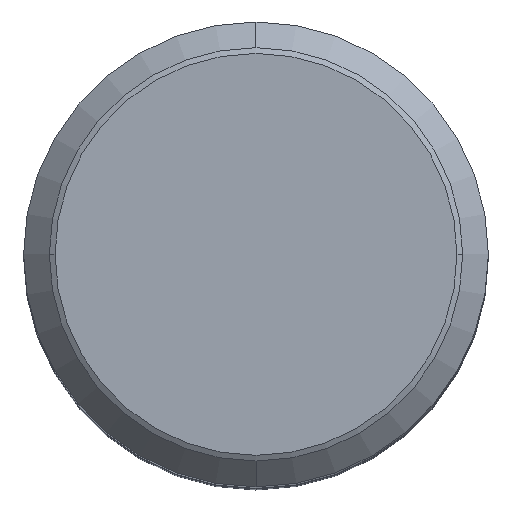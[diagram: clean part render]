
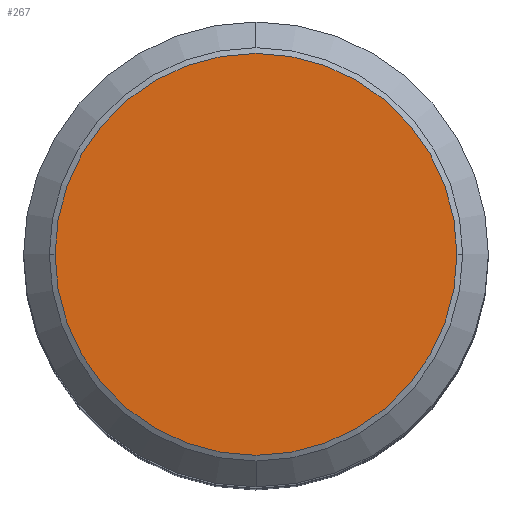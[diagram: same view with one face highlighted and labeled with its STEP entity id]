
A CAD part, top view. The second image highlights one B-rep face of the part: STEP entity #267.
In plain terms, the highlighted planar face has unit normal (0, 0, 1).
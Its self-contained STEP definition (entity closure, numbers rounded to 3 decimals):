
#167=EDGE_CURVE('',#189,#219,#365,.T.);
#183=EDGE_CURVE('',#219,#189,#384,.T.);
#189=VERTEX_POINT('',#390);
#219=VERTEX_POINT('',#423);
#267=ADVANCED_FACE('',(#474),#475,.T.);
#365=CIRCLE('',#581,8.647);
#384=CIRCLE('',#605,8.647);
#390=CARTESIAN_POINT('',(8.647,0.,54.25));
#423=CARTESIAN_POINT('',(-8.647,0.,54.25));
#474=FACE_OUTER_BOUND('',#729,.T.);
#475=PLANE('',#730);
#581=AXIS2_PLACEMENT_3D('',#852,#853,#854);
#605=AXIS2_PLACEMENT_3D('',#888,#889,#890);
#729=EDGE_LOOP('',(#979,#980));
#730=AXIS2_PLACEMENT_3D('',#981,#982,#983);
#852=CARTESIAN_POINT('',(0.,0.0,54.25));
#853=DIRECTION('',(0.0,0.0,1.0));
#854=DIRECTION('',(-1.0,0.,0.0));
#888=CARTESIAN_POINT('',(0.,0.0,54.25));
#889=DIRECTION('',(0.0,0.0,1.0));
#890=DIRECTION('',(-1.0,0.,0.0));
#979=ORIENTED_EDGE('',*,*,#183,.T.);
#980=ORIENTED_EDGE('',*,*,#167,.T.);
#981=CARTESIAN_POINT('',(0.,-4.375,54.25));
#982=DIRECTION('',(0.0,0.0,1.0));
#983=DIRECTION('',(0.,-1.0,0.0));
